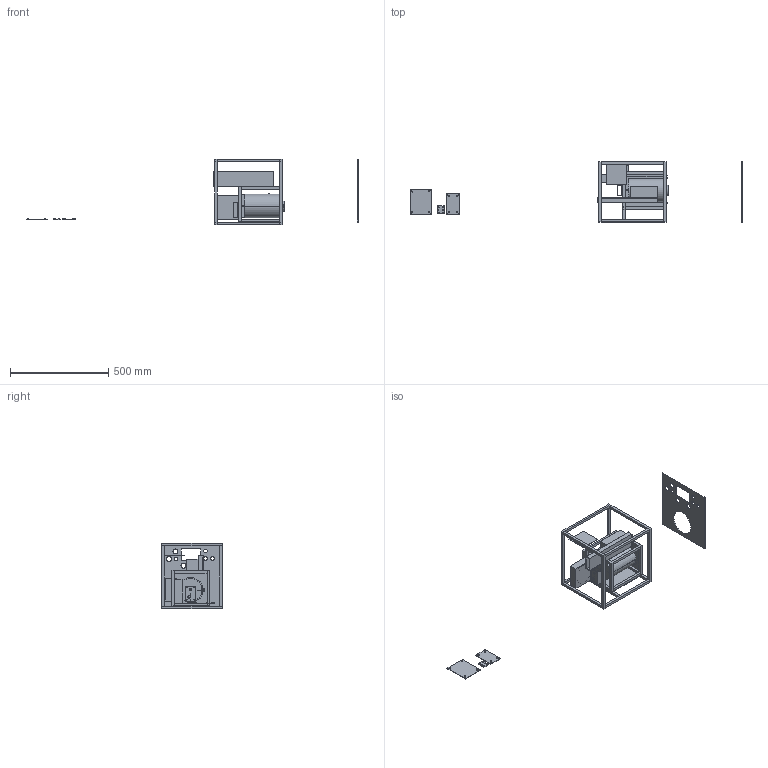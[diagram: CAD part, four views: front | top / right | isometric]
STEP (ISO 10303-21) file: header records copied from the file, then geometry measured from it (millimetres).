
FILE_DESCRIPTION(/* description */ ('','CAx-IF Rec.Pracs.---Representation and Presentation of Product Manufacturing Information (PMI)---4.0---2014-10-13'),/* implementation_level */ '2;1');
FILE_NAME(/* name */ 'Coffee Roaster V2.0 v107.step',/* time_stamp */ '2025-02-27T13:21:49-05:00',/* author */ (''),/* organization */ (''),/* preprocessor_version */ 'ST-DEVELOPER v20',/* originating_system */ 'Autodesk Translation Framework v13.20.0.188',/* authorisation */ '');
FILE_SCHEMA (('AP242_MANAGED_MODEL_BASED_3D_ENGINEERING_MIM_LF { 1 0 10303 442 1 1 4 }'));
Length unit declared in the file: inch
Products named in the file (35): Coffee Roaster V2.0; Drum Thing 1 (1); Make This Part (1); Drum (1); End Cap (Cut) (1); Component18; Component17; Component16; Component15; Component19; Component20; Component21; Component22; 1800W Heater; FAN (1); bushing2; Component36; Component49; Motor Holder; Component37; Component38; FL; Component40; Component41; FrontLeft (1); Component45; Component44; Component46; Component48; BL; TL; 1603A2_Surface-Mount Hinge with Holes; 4x4PCB; Component71; Component72
Assembly tree (34 placements, depth 4):
  Coffee Roaster V2.0
    Drum Thing 1 (1)
      Make This Part (1)
      Drum (1)
      End Cap (Cut) (1)
    Component18
      Component17
      Component16
      Component15
      Component19
        Component20
        Component21
        Component22
    1800W Heater
    FAN (1)
    bushing2
    Component36
      Component49
    Motor Holder
    Component37
      Component38
      FL
      Component40
      Component41
      FrontLeft (1)
      Component45
      Component44
      Component46
      Component48
      BL
      TL
    1603A2_Surface-Mount Hinge with Holes
    4x4PCB
    Component71
    Component72
Bounding box: 1685.97 x 304.8 x 330.2 mm (x, y, z)
Volume: 2748518.6 mm3; surface area: 1231270.7 mm2
Topology: 49 solids, 49 shells, 411 faces, 878 edges, 584 vertices
Faces by surface type: plane 323, cylinder 84, cone 4
Full cylindrical faces by diameter (mm): 1.676 x1, 2.54 x12, 2.997 x4, 3.175 x18, 3.607 x4, 5.08 x8, 5.207 x4, 5.588 x4, 9.525 x2, 12.979 x2, 19.05 x4, 25.4 x4, 44.45 x1, 50.8 x3, 101.6 x1, 118.364 x1, 119.888 x2, 124.46 x1, 127 x2
Entity records: 12314 total; most frequent: DIRECTION 2012, CARTESIAN_POINT 1943, ORIENTED_EDGE 1756, EDGE_CURVE 878, LINE 706, VECTOR 706, AXIS2_PLACEMENT_3D 653, VERTEX_POINT 584
